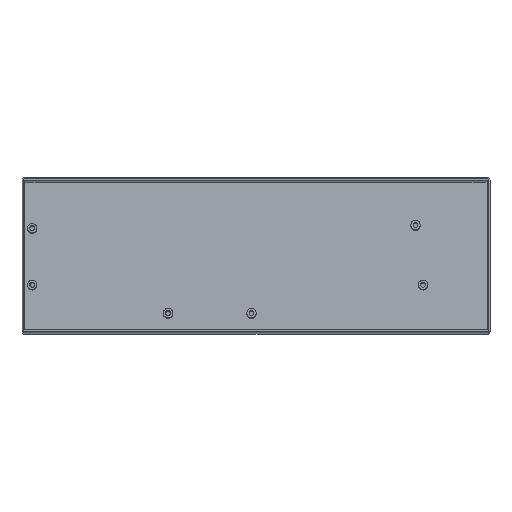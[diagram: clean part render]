
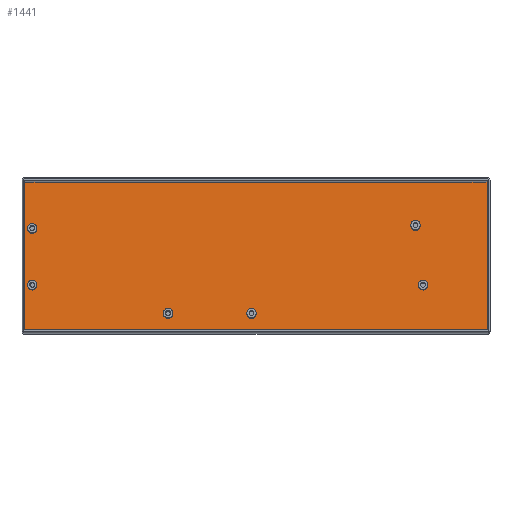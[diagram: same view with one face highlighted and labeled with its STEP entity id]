
A CAD part, top view. The second image highlights one B-rep face of the part: STEP entity #1441.
In plain terms, the highlighted planar face has unit normal (0, 0.07, 0.998).
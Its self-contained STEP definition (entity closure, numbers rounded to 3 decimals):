
#50=FACE_BOUND('',#255,.T.);
#51=FACE_BOUND('',#256,.T.);
#52=FACE_BOUND('',#257,.T.);
#53=FACE_BOUND('',#258,.T.);
#54=FACE_BOUND('',#259,.T.);
#55=FACE_BOUND('',#260,.T.);
#71=CIRCLE('',#1551,3.15);
#72=CIRCLE('',#1554,3.15);
#73=CIRCLE('',#1555,3.15);
#74=CIRCLE('',#1556,3.15);
#75=CIRCLE('',#1557,3.15);
#76=CIRCLE('',#1558,3.15);
#159=FACE_OUTER_BOUND('',#254,.T.);
#254=EDGE_LOOP('',(#1008,#1009,#1010,#1011,#1012,#1013));
#255=EDGE_LOOP('',(#1014));
#256=EDGE_LOOP('',(#1015));
#257=EDGE_LOOP('',(#1016));
#258=EDGE_LOOP('',(#1017));
#259=EDGE_LOOP('',(#1018));
#260=EDGE_LOOP('',(#1019));
#379=LINE('',#2182,#512);
#380=LINE('',#2184,#513);
#381=LINE('',#2186,#514);
#382=LINE('',#2188,#515);
#383=LINE('',#2190,#516);
#384=LINE('',#2191,#517);
#512=VECTOR('',#1748,10.);
#513=VECTOR('',#1749,10.);
#514=VECTOR('',#1750,10.);
#515=VECTOR('',#1751,10.);
#516=VECTOR('',#1752,10.);
#517=VECTOR('',#1753,10.);
#638=VERTEX_POINT('',#2175);
#639=VERTEX_POINT('',#2180);
#640=VERTEX_POINT('',#2181);
#641=VERTEX_POINT('',#2183);
#642=VERTEX_POINT('',#2185);
#643=VERTEX_POINT('',#2187);
#644=VERTEX_POINT('',#2189);
#645=VERTEX_POINT('',#2192);
#646=VERTEX_POINT('',#2194);
#647=VERTEX_POINT('',#2196);
#648=VERTEX_POINT('',#2198);
#649=VERTEX_POINT('',#2200);
#780=EDGE_CURVE('',#638,#638,#71,.T.);
#781=EDGE_CURVE('',#639,#640,#379,.T.);
#782=EDGE_CURVE('',#641,#639,#380,.T.);
#783=EDGE_CURVE('',#642,#641,#381,.T.);
#784=EDGE_CURVE('',#643,#642,#382,.T.);
#785=EDGE_CURVE('',#644,#643,#383,.T.);
#786=EDGE_CURVE('',#640,#644,#384,.T.);
#787=EDGE_CURVE('',#645,#645,#72,.T.);
#788=EDGE_CURVE('',#646,#646,#73,.T.);
#789=EDGE_CURVE('',#647,#647,#74,.T.);
#790=EDGE_CURVE('',#648,#648,#75,.T.);
#791=EDGE_CURVE('',#649,#649,#76,.T.);
#1008=ORIENTED_EDGE('',*,*,#781,.F.);
#1009=ORIENTED_EDGE('',*,*,#782,.F.);
#1010=ORIENTED_EDGE('',*,*,#783,.F.);
#1011=ORIENTED_EDGE('',*,*,#784,.F.);
#1012=ORIENTED_EDGE('',*,*,#785,.F.);
#1013=ORIENTED_EDGE('',*,*,#786,.F.);
#1014=ORIENTED_EDGE('',*,*,#787,.T.);
#1015=ORIENTED_EDGE('',*,*,#788,.T.);
#1016=ORIENTED_EDGE('',*,*,#789,.T.);
#1017=ORIENTED_EDGE('',*,*,#790,.T.);
#1018=ORIENTED_EDGE('',*,*,#791,.T.);
#1019=ORIENTED_EDGE('',*,*,#780,.T.);
#1383=PLANE('',#1553);
#1441=ADVANCED_FACE('',(#159,#50,#51,#52,#53,#54,#55),#1383,.F.);
#1551=AXIS2_PLACEMENT_3D('',#2177,#1742,#1743);
#1553=AXIS2_PLACEMENT_3D('',#2179,#1746,#1747);
#1554=AXIS2_PLACEMENT_3D('',#2193,#1754,#1755);
#1555=AXIS2_PLACEMENT_3D('',#2195,#1756,#1757);
#1556=AXIS2_PLACEMENT_3D('',#2197,#1758,#1759);
#1557=AXIS2_PLACEMENT_3D('',#2199,#1760,#1761);
#1558=AXIS2_PLACEMENT_3D('',#2201,#1762,#1763);
#1742=DIRECTION('center_axis',(0.,-0.07,-0.998));
#1743=DIRECTION('ref_axis',(1.,0.,0.));
#1746=DIRECTION('center_axis',(0.,-0.07,-0.998));
#1747=DIRECTION('ref_axis',(-1.,0.,0.));
#1748=DIRECTION('',(1.,0.,0.));
#1749=DIRECTION('',(0.,0.998,-0.07));
#1750=DIRECTION('',(-1.,0.,0.));
#1751=DIRECTION('',(0.,-0.998,0.07));
#1752=DIRECTION('',(1.,0.,0.));
#1753=DIRECTION('',(1.,0.,0.));
#1754=DIRECTION('center_axis',(0.,-0.07,-0.998));
#1755=DIRECTION('ref_axis',(1.,0.,0.));
#1756=DIRECTION('center_axis',(0.,-0.07,-0.998));
#1757=DIRECTION('ref_axis',(1.,0.,0.));
#1758=DIRECTION('center_axis',(0.,-0.07,-0.998));
#1759=DIRECTION('ref_axis',(1.,0.,0.));
#1760=DIRECTION('center_axis',(0.,-0.07,-0.998));
#1761=DIRECTION('ref_axis',(1.,0.,0.));
#1762=DIRECTION('center_axis',(0.,-0.07,-0.998));
#1763=DIRECTION('ref_axis',(1.,0.,0.));
#2175=CARTESIAN_POINT('',(-6.172,-37.967,-6.981));
#2177=CARTESIAN_POINT('Origin',(-3.022,-37.967,-6.981));
#2179=CARTESIAN_POINT('Origin',(0.,0.291,-9.657));
#2180=CARTESIAN_POINT('',(-154.981,50.375,-13.159));
#2181=CARTESIAN_POINT('',(138.781,50.375,-13.159));
#2182=CARTESIAN_POINT('',(-77.491,50.375,-13.159));
#2183=CARTESIAN_POINT('',(-154.981,-49.793,-6.154));
#2184=CARTESIAN_POINT('',(-154.981,-24.751,-7.906));
#2185=CARTESIAN_POINT('',(154.981,-49.793,-6.154));
#2186=CARTESIAN_POINT('',(77.491,-49.793,-6.154));
#2187=CARTESIAN_POINT('',(154.981,50.375,-13.159));
#2188=CARTESIAN_POINT('',(154.981,25.333,-11.408));
#2189=CARTESIAN_POINT('',(148.981,50.375,-13.159));
#2190=CARTESIAN_POINT('',(-77.491,50.375,-13.159));
#2191=CARTESIAN_POINT('',(74.491,50.375,-13.159));
#2192=CARTESIAN_POINT('',(-62.172,-37.967,-6.981));
#2193=CARTESIAN_POINT('Origin',(-59.022,-37.967,-6.981));
#2194=CARTESIAN_POINT('',(-153.235,-18.964,-8.31));
#2195=CARTESIAN_POINT('Origin',(-150.085,-18.964,-8.31));
#2196=CARTESIAN_POINT('',(103.846,21.039,-11.107));
#2197=CARTESIAN_POINT('Origin',(106.996,21.039,-11.107));
#2198=CARTESIAN_POINT('',(108.915,-18.964,-8.31));
#2199=CARTESIAN_POINT('Origin',(112.065,-18.964,-8.31));
#2200=CARTESIAN_POINT('',(-153.328,19.043,-10.968));
#2201=CARTESIAN_POINT('Origin',(-150.178,19.043,-10.968));
